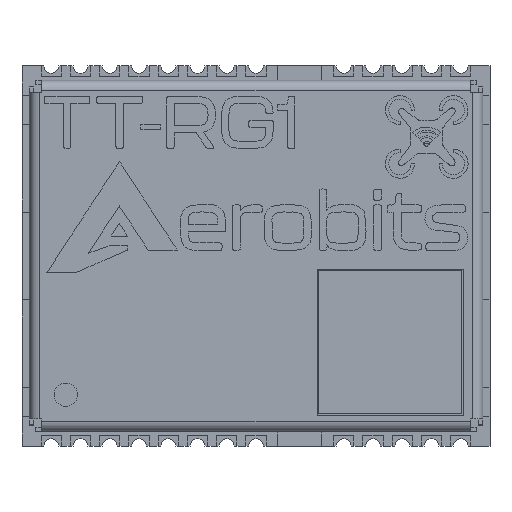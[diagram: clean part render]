
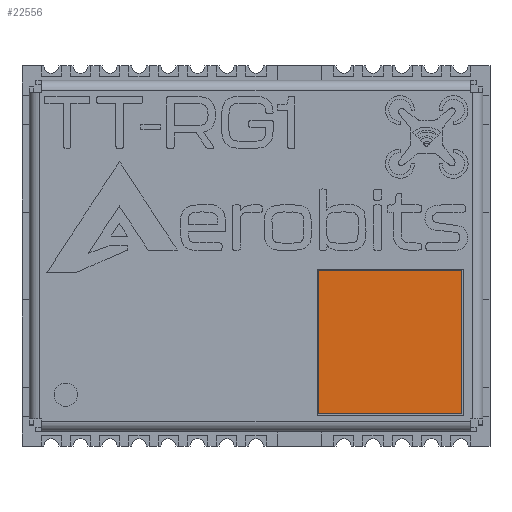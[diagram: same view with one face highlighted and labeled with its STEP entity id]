
A CAD part, top view. The second image highlights one B-rep face of the part: STEP entity #22556.
In plain terms, the highlighted face is planar.
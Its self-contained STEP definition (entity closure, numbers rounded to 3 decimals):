
#2105=FACE_OUTER_BOUND('',#3272,.T.);
#3272=EDGE_LOOP('',(#20195,#20196,#20197,#20198));
#4636=LINE('',#33393,#7306);
#4640=LINE('',#33401,#7310);
#4643=LINE('',#33407,#7313);
#4646=LINE('',#33412,#7316);
#7306=VECTOR('',#26928,10.);
#7310=VECTOR('',#26934,10.);
#7313=VECTOR('',#26939,10.);
#7316=VECTOR('',#26944,10.);
#9648=VERTEX_POINT('',#33391);
#9649=VERTEX_POINT('',#33392);
#9652=VERTEX_POINT('',#33400);
#9654=VERTEX_POINT('',#33406);
#12286=EDGE_CURVE('',#9648,#9649,#4636,.T.);
#12290=EDGE_CURVE('',#9652,#9648,#4640,.T.);
#12293=EDGE_CURVE('',#9654,#9652,#4643,.T.);
#12296=EDGE_CURVE('',#9649,#9654,#4646,.T.);
#20195=ORIENTED_EDGE('',*,*,#12286,.T.);
#20196=ORIENTED_EDGE('',*,*,#12296,.T.);
#20197=ORIENTED_EDGE('',*,*,#12293,.T.);
#20198=ORIENTED_EDGE('',*,*,#12290,.T.);
#21430=PLANE('',#24300);
#22556=ADVANCED_FACE('',(#2105),#21430,.T.);
#24300=AXIS2_PLACEMENT_3D('',#36664,#30115,#30116);
#26928=DIRECTION('',(0.,1.,0.));
#26934=DIRECTION('',(-1.,0.,0.));
#26939=DIRECTION('',(0.,-1.,0.));
#26944=DIRECTION('',(1.,0.,0.));
#30115=DIRECTION('center_axis',(0.,0.,-1.));
#30116=DIRECTION('ref_axis',(-1.,0.,0.));
#33391=CARTESIAN_POINT('',(23.305,-4.584,-0.35));
#33392=CARTESIAN_POINT('',(23.305,0.316,-0.35));
#33393=CARTESIAN_POINT('',(23.305,-7.836,-0.35));
#33400=CARTESIAN_POINT('',(28.205,-4.584,-0.35));
#33401=CARTESIAN_POINT('',(20.811,-4.584,-0.35));
#33406=CARTESIAN_POINT('',(28.205,0.316,-0.35));
#33407=CARTESIAN_POINT('',(28.205,-5.386,-0.35));
#33412=CARTESIAN_POINT('',(18.361,0.316,-0.35));
#36664=CARTESIAN_POINT('Origin',(13.417,-11.088,-0.35));
